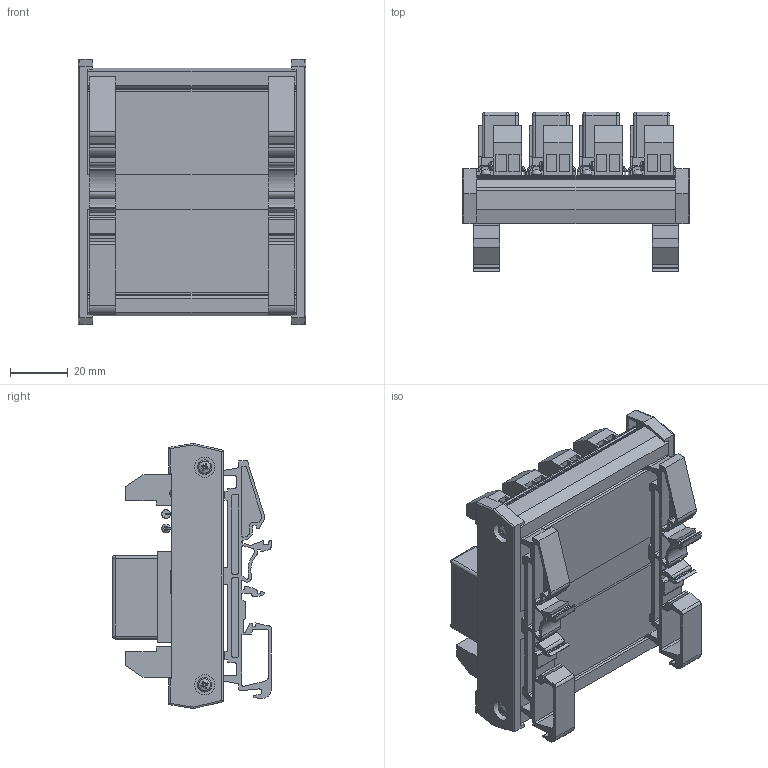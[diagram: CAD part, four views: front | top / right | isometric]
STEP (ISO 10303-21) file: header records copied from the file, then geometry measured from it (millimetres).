
FILE_DESCRIPTION((''),'2;1');
FILE_NAME('RMH4_AC.stp','2015-01-09T15:18:06',('Roland'),(''),'Autodesk Inventor 2013','Autodesk Inventor 2013','');
FILE_SCHEMA(('AUTOMOTIVE_DESIGN { 1 0 10303 214 1 1 1 1 }'));
Length unit declared in the file: millimetre
Products named in the file (18): RMH4 AC; RMH4 4 channel; Green Bulb; 3 hole green; RM84; GD50; Resistor; resistor leg; resistor body; Diode; Diode body; resistor leg long; resistor leg short; 2 hole green; BASE LEGS; 79; BASE SIDE; BS EN ISO 7045 Z - Metric M2.5 x 10 - 4.8 - Z
Assembly tree (44 placements, depth 3):
  RMH4 AC
    RMH4 4 channel
    Green Bulb  x4
    3 hole green  x4
    RM84  x4
    GD50  x4
    Resistor  x4
      resistor leg
      resistor body
    Diode  x4
      Diode body
      resistor leg long
      resistor leg short
    2 hole green  x4
    BASE LEGS  x2
    79
    BASE SIDE  x2
    BS EN ISO 7045 Z - Metric M2.5 x 10 - 4.8 - Z  x4
Bounding box: 79 x 55.39 x 91.98 mm (x, y, z)
Volume: 89026.8 mm3; surface area: 88527.9 mm2
Topology: 54 solids, 54 shells, 1859 faces, 4601 edges, 2962 vertices
Faces by surface type: plane 1286, cylinder 393, cone 64, sphere 56, torus 44, bspline 16
Full cylindrical faces by diameter (mm): 0.5 x32, 1.5 x32, 2 x24, 2.256 x4, 2.5 x4, 3 x16, 3.2 x4, 3.3 x4, 3.5 x4, 3.75 x20, 5 x4, 7 x4, 9 x4
Entity records: 23372 total; most frequent: CARTESIAN_POINT 4454, DIRECTION 3781, ORIENTED_EDGE 3650, EDGE_CURVE 1825, VECTOR 1355, LINE 1355, VERTEX_POINT 1237, AXIS2_PLACEMENT_3D 1213
